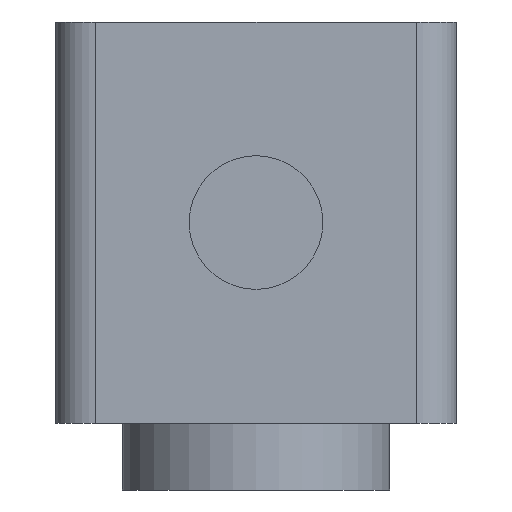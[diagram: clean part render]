
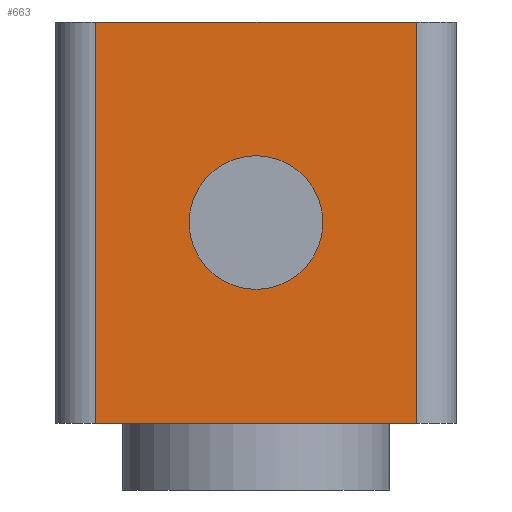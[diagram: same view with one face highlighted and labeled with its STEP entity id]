
A CAD part, left-side view. The second image highlights one B-rep face of the part: STEP entity #663.
In plain terms, the highlighted planar face has unit normal (-1, 0, 0).
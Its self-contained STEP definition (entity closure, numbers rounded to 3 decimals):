
#45=FACE_BOUND('',#147,.T.);
#65=PLANE('',#774);
#102=FACE_OUTER_BOUND('',#146,.T.);
#146=EDGE_LOOP('',(#578,#579,#580,#581));
#147=EDGE_LOOP('',(#582));
#200=LINE('',#1167,#253);
#201=LINE('',#1170,#254);
#202=LINE('',#1172,#255);
#203=LINE('',#1173,#256);
#253=VECTOR('',#969,10.);
#254=VECTOR('',#972,10.);
#255=VECTOR('',#973,10.);
#256=VECTOR('',#974,10.);
#277=CIRCLE('',#745,5.);
#319=VERTEX_POINT('',#1083);
#346=VERTEX_POINT('',#1163);
#347=VERTEX_POINT('',#1165);
#348=VERTEX_POINT('',#1169);
#349=VERTEX_POINT('',#1171);
#390=EDGE_CURVE('',#319,#319,#277,.T.);
#430=EDGE_CURVE('',#346,#347,#200,.T.);
#431=EDGE_CURVE('',#346,#348,#201,.T.);
#432=EDGE_CURVE('',#349,#347,#202,.T.);
#433=EDGE_CURVE('',#348,#349,#203,.T.);
#578=ORIENTED_EDGE('',*,*,#431,.F.);
#579=ORIENTED_EDGE('',*,*,#430,.T.);
#580=ORIENTED_EDGE('',*,*,#432,.F.);
#581=ORIENTED_EDGE('',*,*,#433,.F.);
#582=ORIENTED_EDGE('',*,*,#390,.T.);
#663=ADVANCED_FACE('',(#102,#45),#65,.T.);
#745=AXIS2_PLACEMENT_3D('',#1085,#886,#887);
#774=AXIS2_PLACEMENT_3D('',#1168,#970,#971);
#886=DIRECTION('center_axis',(1.,0.,0.));
#887=DIRECTION('ref_axis',(0.,0.,1.));
#969=DIRECTION('',(0.,0.,1.));
#970=DIRECTION('center_axis',(-1.,0.,0.));
#971=DIRECTION('ref_axis',(0.,-1.,0.));
#972=DIRECTION('',(0.,1.,0.));
#973=DIRECTION('',(0.,-1.,0.));
#974=DIRECTION('',(0.,0.,1.));
#1083=CARTESIAN_POINT('',(250.,95.,10.));
#1085=CARTESIAN_POINT('Origin',(250.,95.,15.));
#1163=CARTESIAN_POINT('',(250.,83.,0.));
#1165=CARTESIAN_POINT('',(250.,83.,30.));
#1167=CARTESIAN_POINT('',(250.,83.,0.));
#1168=CARTESIAN_POINT('Origin',(250.,107.,0.));
#1169=CARTESIAN_POINT('',(250.,107.,0.));
#1170=CARTESIAN_POINT('',(250.,83.,0.));
#1171=CARTESIAN_POINT('',(250.,107.,30.));
#1172=CARTESIAN_POINT('',(250.,83.,30.));
#1173=CARTESIAN_POINT('',(250.,107.,0.));
